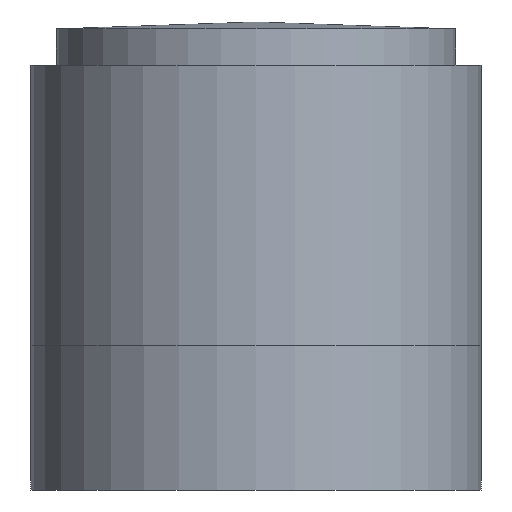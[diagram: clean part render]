
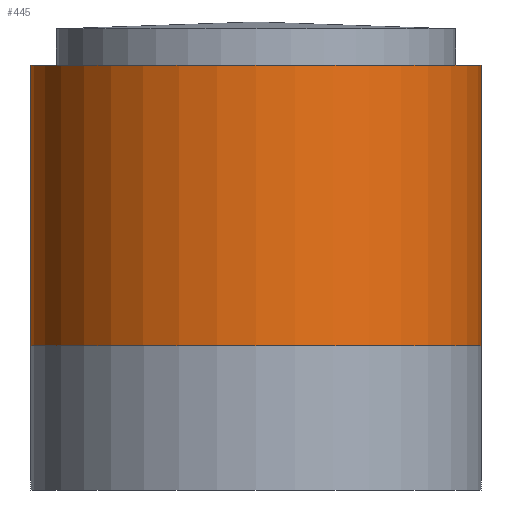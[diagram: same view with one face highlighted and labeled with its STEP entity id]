
A CAD part, left-side view. The second image highlights one B-rep face of the part: STEP entity #445.
In plain terms, the highlighted cylindrical face has radius 7.938 mm (diameter 15.875 mm), a full revolution.
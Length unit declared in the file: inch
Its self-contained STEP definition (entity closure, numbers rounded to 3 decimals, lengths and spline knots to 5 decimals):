
#418=CARTESIAN_POINT('',(0.,0.0,-0.19));
#419=DIRECTION('',(0.0,0.0,1.0));
#420=DIRECTION('',(1.0,0.0,0.0));
#421=AXIS2_PLACEMENT_3D('',#418,#419,#420);
#422=CYLINDRICAL_SURFACE('',#421,0.3125);
#423=CARTESIAN_POINT('',(-0.3125,0.,-0.19));
#424=VERTEX_POINT('',#423);
#425=CARTESIAN_POINT('',(0.,0.0,-0.19));
#426=DIRECTION('',(0.0,0.0,1.0));
#427=DIRECTION('',(1.0,0.0,0.0));
#428=AXIS2_PLACEMENT_3D('',#425,#426,#427);
#429=CIRCLE('',#428,0.3125);
#430=EDGE_CURVE('',#424,#424,#429,.T.);
#431=ORIENTED_EDGE('',*,*,#430,.T.);
#432=EDGE_LOOP('',(#431));
#433=FACE_OUTER_BOUND('',#432,.T.);
#434=CARTESIAN_POINT('',(-0.3125,0.,0.2));
#435=VERTEX_POINT('',#434);
#436=CARTESIAN_POINT('',(0.,0.0,0.2));
#437=DIRECTION('',(0.0,0.0,-1.0));
#438=DIRECTION('',(1.0,0.0,0.0));
#439=AXIS2_PLACEMENT_3D('',#436,#437,#438);
#440=CIRCLE('',#439,0.3125);
#441=EDGE_CURVE('',#435,#435,#440,.T.);
#442=ORIENTED_EDGE('',*,*,#441,.T.);
#443=EDGE_LOOP('',(#442));
#444=FACE_BOUND('',#443,.T.);
#445=ADVANCED_FACE('',(#433,#444),#422,.T.);
